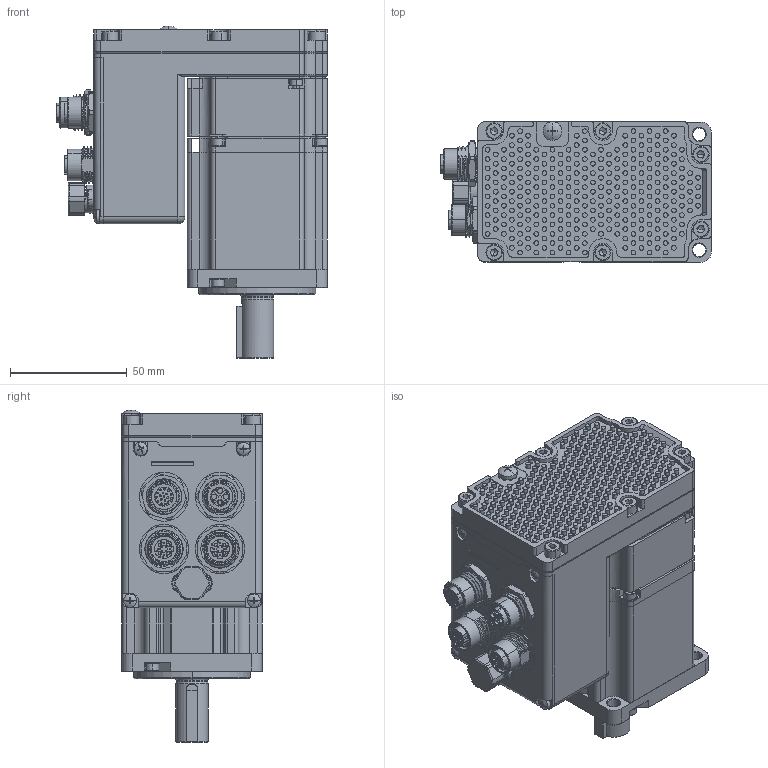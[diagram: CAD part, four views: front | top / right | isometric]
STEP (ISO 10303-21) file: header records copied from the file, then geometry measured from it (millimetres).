
FILE_DESCRIPTION (( 'STEP AP203' ), '1' );
FILE_NAME ('MDX+60-200W Fraba IP65 EC.STEP', '2022-12-12T01:09:51', ( '' ), ( '' ), 'SwSTEP 2.0', 'SolidWorks 2015', '' );
FILE_SCHEMA (( 'CONFIG_CONTROL_DESIGN' ));
Products named in the file (1): MDX+60-200W Fraba IP65 EC
Bounding box: 116.05 x 60.1 x 142.09 mm (x, y, z)
Surface area: 76155.9 mm2 (no closed solid volume)
Topology: 0 solids, 67 shells, 2410 faces, 6855 edges, 4757 vertices
Faces by surface type: cylinder 1172, plane 820, bspline 176, cone 140, torus 89, sphere 13
Entity records: 103737 total; most frequent: CARTESIAN_POINT 42485, DIRECTION 12780, ORIENTED_EDGE 11835, EDGE_CURVE 6835, AXIS2_PLACEMENT_3D 5010, VERTEX_POINT 4757, EDGE_LOOP 2884, CIRCLE 2775
